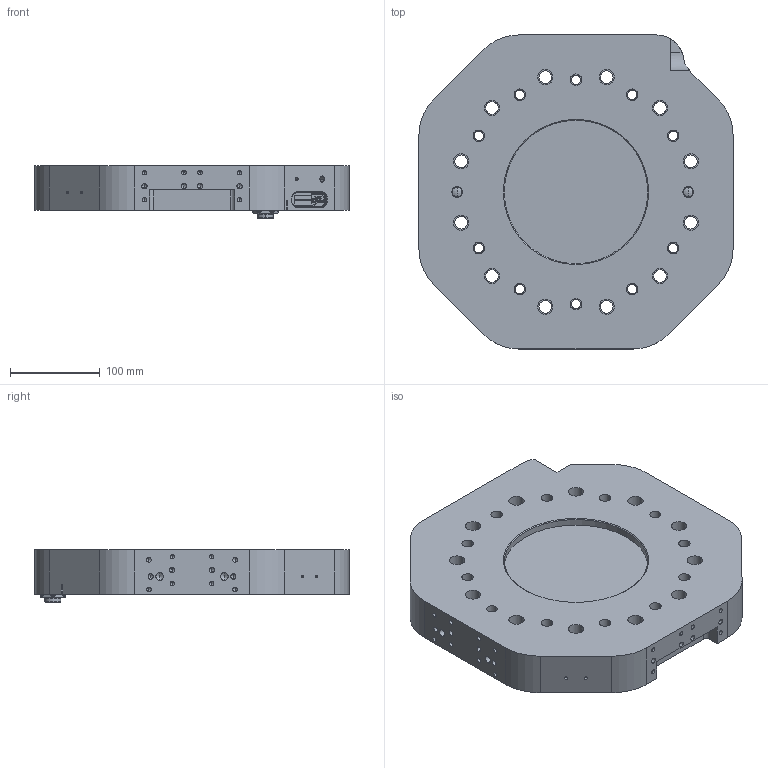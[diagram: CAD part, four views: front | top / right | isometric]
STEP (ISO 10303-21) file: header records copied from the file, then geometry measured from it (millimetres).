
FILE_DESCRIPTION (( 'STEP AP214' ), '1' );
FILE_NAME ('P7925.STEP', '2023-08-24T12:48:43', ( '' ), ( '' ), 'SwSTEP 2.0', 'SolidWorks 2021', '' );
FILE_SCHEMA (( 'AUTOMOTIVE_DESIGN' ));
Length unit declared in the file: millimetre
Products named in the file (1): P7925
Bounding box: 350 x 350 x 58.9 mm (x, y, z)
Volume: 3762232.8 mm3; surface area: 533044.3 mm2
Topology: 11 solids, 11 shells, 1016 faces, 2550 edges, 1578 vertices
Faces by surface type: cylinder 376, plane 318, cone 180, bspline 106, torus 32, sphere 4
Entity records: 46680 total; most frequent: CARTESIAN_POINT 11554, ORIENTED_EDGE 4880, DIRECTION 4833, EDGE_CURVE 2440, AXIS2_PLACEMENT_3D 1766, VERTEX_POINT 1578, VECTOR 1301, LINE 1301
